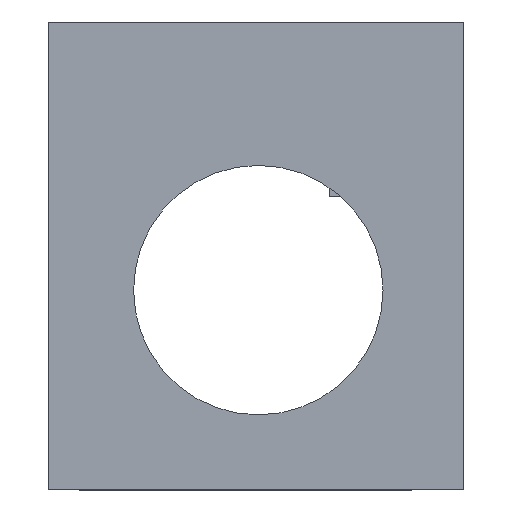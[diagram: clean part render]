
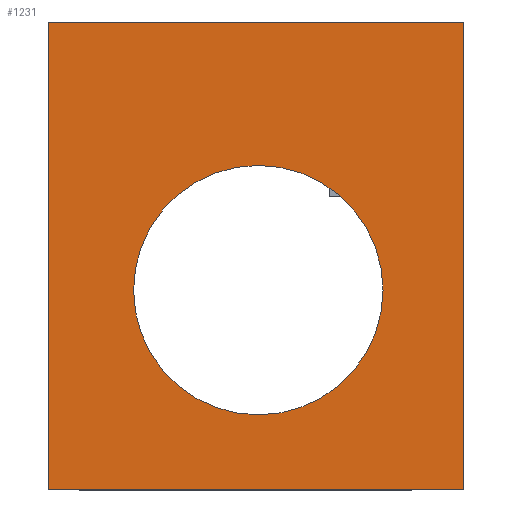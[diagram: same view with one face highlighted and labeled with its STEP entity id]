
A CAD part, top view. The second image highlights one B-rep face of the part: STEP entity #1231.
In plain terms, the highlighted planar face has unit normal (0, 0, 1).
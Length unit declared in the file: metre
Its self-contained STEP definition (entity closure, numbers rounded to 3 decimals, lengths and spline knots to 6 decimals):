
#39=PLANE('',#1332);
#106=CIRCLE('',#1330,0.012);
#269=ORIENTED_EDGE('',*,*,#586,.F.);
#270=ORIENTED_EDGE('',*,*,#574,.F.);
#271=ORIENTED_EDGE('',*,*,#591,.T.);
#272=ORIENTED_EDGE('',*,*,#583,.T.);
#273=ORIENTED_EDGE('',*,*,#592,.F.);
#574=EDGE_CURVE('',#729,#730,#838,.T.);
#583=EDGE_CURVE('',#737,#736,#847,.T.);
#586=EDGE_CURVE('',#739,#739,#106,.T.);
#591=EDGE_CURVE('',#729,#737,#854,.T.);
#592=EDGE_CURVE('',#730,#736,#855,.T.);
#729=VERTEX_POINT('',#2004);
#730=VERTEX_POINT('',#2005);
#736=VERTEX_POINT('',#2020);
#737=VERTEX_POINT('',#2022);
#739=VERTEX_POINT('',#2028);
#838=LINE('',#2003,#974);
#847=LINE('',#2021,#983);
#854=LINE('',#2038,#990);
#855=LINE('',#2039,#991);
#974=VECTOR('',#1553,1.);
#983=VECTOR('',#1564,1.);
#990=VECTOR('',#1579,1.);
#991=VECTOR('',#1580,1.);
#1068=EDGE_LOOP('',(#269));
#1069=EDGE_LOOP('',(#270,#271,#272,#273));
#1149=FACE_BOUND('',#1068,.T.);
#1150=FACE_BOUND('',#1069,.T.);
#1231=ADVANCED_FACE('',(#1149,#1150),#39,.T.);
#1330=AXIS2_PLACEMENT_3D('',#2027,#1569,#1570);
#1332=AXIS2_PLACEMENT_3D('',#2037,#1577,#1578);
#1553=DIRECTION('',(1.,0.,0.));
#1564=DIRECTION('',(1.,0.,0.));
#1569=DIRECTION('',(0.,0.,1.));
#1570=DIRECTION('',(1.,0.,0.));
#1577=DIRECTION('',(0.,0.,1.));
#1578=DIRECTION('',(1.,0.,0.));
#1579=DIRECTION('',(0.,-1.,0.));
#1580=DIRECTION('',(0.,-1.,0.));
#2003=CARTESIAN_POINT('',(-0.001,0.0225,0.));
#2004=CARTESIAN_POINT('',(-0.02,0.0225,0.));
#2005=CARTESIAN_POINT('',(0.02,0.0225,0.));
#2020=CARTESIAN_POINT('',(0.02,-0.0225,0.));
#2021=CARTESIAN_POINT('',(-0.001,-0.0225,0.));
#2022=CARTESIAN_POINT('',(-0.02,-0.0225,0.));
#2027=CARTESIAN_POINT('',(0.00022,-0.0033,0.));
#2028=CARTESIAN_POINT('',(0.01222,-0.0033,0.));
#2037=CARTESIAN_POINT('',(-0.001,0.,0.));
#2038=CARTESIAN_POINT('',(-0.02,0.,0.));
#2039=CARTESIAN_POINT('',(0.02,0.,0.));
